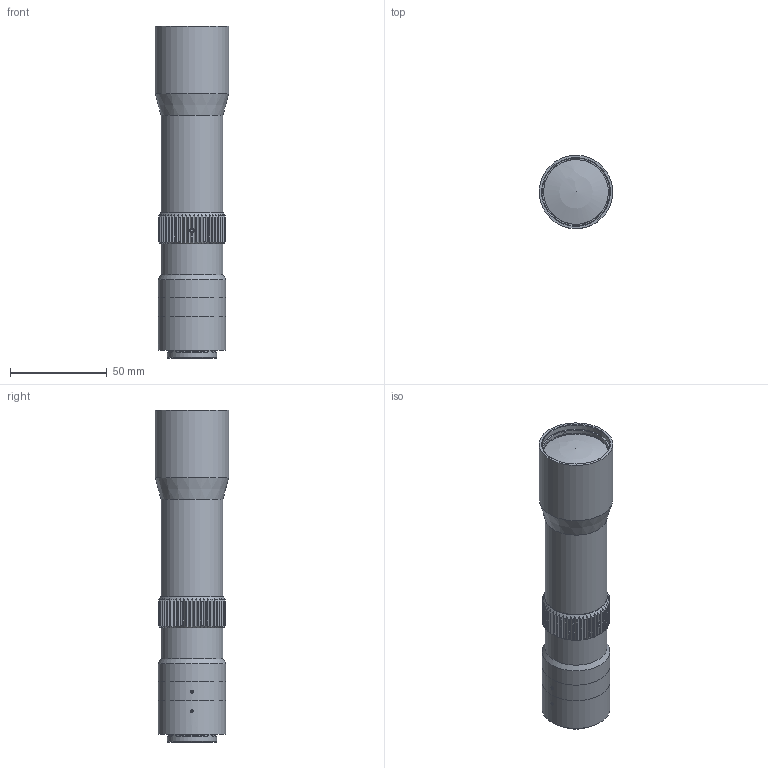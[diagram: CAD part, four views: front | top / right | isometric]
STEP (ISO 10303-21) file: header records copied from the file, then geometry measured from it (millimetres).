
FILE_DESCRIPTION(/* description */ (''),/* implementation_level */ '2;1');
FILE_NAME(/* name */ 'TOB22_11.0-60-V-WN.stp',/* time_stamp */ '2020-06-09T10:52:07+02:00',/* author */ (''),/* organization */ ('Vision & Control GmbH'),/* preprocessor_version */ 'ST-DEVELOPER v16.5',/* originating_system */ 'Autodesk Inventor 2017',/* authorisation */ '');
FILE_SCHEMA (('AUTOMOTIVE_DESIGN { 1 0 10303 214 3 1 1 }'));
Length unit declared in the file: millimetre
Products named in the file (1): TOB22_11.0-60-V-WN_AK2
Bounding box: 37.88 x 37.88 x 171.45 mm (x, y, z)
Volume: 176416.3 mm3; surface area: 68410.6 mm2
Topology: 17 solids, 17 shells, 429 faces, 1058 edges, 694 vertices
Faces by surface type: plane 227, cylinder 139, cone 41, torus 14, sphere 8
Full cylindrical faces by diameter (mm): 1.567 x3, 2 x2, 2.459 x2, 3 x2, 10.2 x1, 12 x1, 12.46 x1, 13.06 x1, 17.5 x2, 17.51 x1, 18.5 x3, 18.96 x1, 19.5 x1, 19.56 x1, 19.96 x1, 20.236 x1, 20.8 x1, 21 x1, 22 x1, 23 x2, 23.46 x1, 24 x1, 24.2 x1, 24.46 x1, 25 x2, 25.199 x1, 25.4 x1, 25.889 x1, 26 x1, 26.2 x1
Entity records: 12231 total; most frequent: CARTESIAN_POINT 2751, DIRECTION 1846, ORIENTED_EDGE 1764, EDGE_CURVE 882, AXIS2_PLACEMENT_3D 774, VERTEX_POINT 649, EDGE_LOOP 613, FACE_OUTER_BOUND 429
